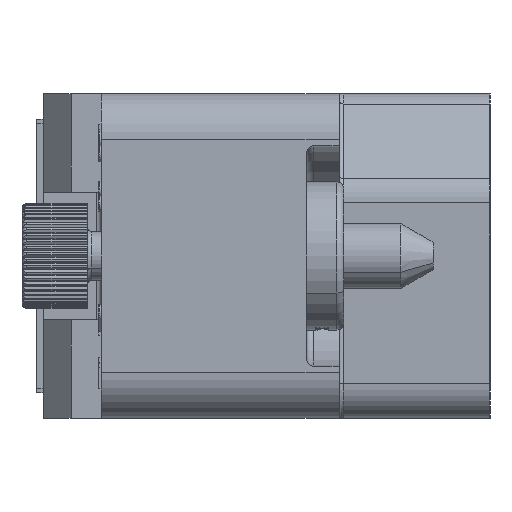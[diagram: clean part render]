
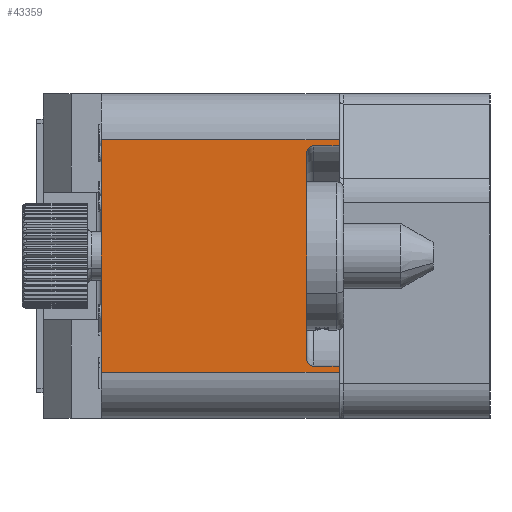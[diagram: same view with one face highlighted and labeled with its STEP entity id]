
A CAD part, left-side view. The second image highlights one B-rep face of the part: STEP entity #43359.
In plain terms, the highlighted planar face has unit normal (-1, 0, 0).
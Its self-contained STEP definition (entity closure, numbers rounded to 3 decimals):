
#4464=DIRECTION('',(0.,0.,-1.));
#4465=VECTOR('',#4464,10.);
#4466=CARTESIAN_POINT('',(-40.,10.25,5.));
#4467=LINE('',#4466,#4465);
#5005=DIRECTION('',(0.,-1.,0.));
#5006=VECTOR('',#5005,10.25);
#5007=CARTESIAN_POINT('',(-40.,10.25,5.));
#5008=LINE('',#5007,#5006);
#5187=DIRECTION('',(0.,1.,0.));
#5188=VECTOR('',#5187,10.25);
#5189=CARTESIAN_POINT('',(-40.,0.,-5.));
#5190=LINE('',#5189,#5188);
#5196=DIRECTION('',(0.,0.,1.));
#5197=VECTOR('',#5196,8.9);
#5198=CARTESIAN_POINT('',(-40.,1.4,-4.45));
#5199=LINE('',#5198,#5197);
#5200=DIRECTION('',(0.,1.,0.));
#5201=VECTOR('',#5200,1.1);
#5202=CARTESIAN_POINT('',(-40.,0.,-4.75));
#5203=LINE('',#5202,#5201);
#5204=DIRECTION('',(0.,0.,-1.));
#5205=VECTOR('',#5204,0.25);
#5206=CARTESIAN_POINT('',(-40.,0.,-4.75));
#5207=LINE('',#5206,#5205);
#5208=DIRECTION('',(0.,0.,-1.));
#5209=VECTOR('',#5208,0.25);
#5210=CARTESIAN_POINT('',(-40.,0.,5.));
#5211=LINE('',#5210,#5209);
#5212=DIRECTION('',(0.,1.,0.));
#5213=VECTOR('',#5212,1.1);
#5214=CARTESIAN_POINT('',(-40.,0.,4.75));
#5215=LINE('',#5214,#5213);
#5239=CARTESIAN_POINT('',(-40.,1.1,-4.45));
#5240=DIRECTION('',(1.,0.,0.));
#5241=DIRECTION('',(0.,0.,-1.));
#5242=AXIS2_PLACEMENT_3D('',#5239,#5240,#5241);
#5263=CARTESIAN_POINT('',(-40.,1.1,4.45));
#5264=DIRECTION('',(1.,0.,0.));
#5265=DIRECTION('',(0.,1.,0.));
#5266=AXIS2_PLACEMENT_3D('',#5263,#5264,#5265);
#31051=CARTESIAN_POINT('',(-40.,0.,5.));
#31052=VERTEX_POINT('',#31051);
#31053=CARTESIAN_POINT('',(-40.,10.25,5.));
#31054=VERTEX_POINT('',#31053);
#31059=CARTESIAN_POINT('',(-40.,10.25,-5.));
#31060=VERTEX_POINT('',#31059);
#31061=CARTESIAN_POINT('',(-40.,0.,-5.));
#31062=VERTEX_POINT('',#31061);
#31071=CARTESIAN_POINT('',(-40.,0.,-4.75));
#31073=VERTEX_POINT('',#31071);
#31077=CARTESIAN_POINT('',(-40.,0.,4.75));
#31078=VERTEX_POINT('',#31077);
#31288=CARTESIAN_POINT('',(-40.,1.4,-4.45));
#31290=VERTEX_POINT('',#31288);
#31292=CARTESIAN_POINT('',(-40.,1.1,-4.75));
#31294=VERTEX_POINT('',#31292);
#31299=CARTESIAN_POINT('',(-40.,1.4,4.45));
#31300=VERTEX_POINT('',#31299);
#31301=CARTESIAN_POINT('',(-40.,1.1,4.75));
#31302=VERTEX_POINT('',#31301);
#43337=CARTESIAN_POINT('',(-40.,0.,7.));
#43338=DIRECTION('',(-1.,0.,0.));
#43339=DIRECTION('',(0.,1.,0.));
#43340=AXIS2_PLACEMENT_3D('',#43337,#43338,#43339);
#43341=PLANE('',#43340);
#43343=ORIENTED_EDGE('',*,*,#43342,.F.);
#43345=ORIENTED_EDGE('',*,*,#43344,.F.);
#43347=ORIENTED_EDGE('',*,*,#43346,.F.);
#43348=ORIENTED_EDGE('',*,*,#43168,.T.);
#43349=ORIENTED_EDGE('',*,*,#43331,.T.);
#43350=ORIENTED_EDGE('',*,*,#42848,.F.);
#43351=ORIENTED_EDGE('',*,*,#43152,.T.);
#43352=ORIENTED_EDGE('',*,*,#43176,.T.);
#43354=ORIENTED_EDGE('',*,*,#43353,.T.);
#43356=ORIENTED_EDGE('',*,*,#43355,.F.);
#43357=EDGE_LOOP('',(#43343,#43345,#43347,#43348,#43349,#43350,#43351,#43352,
#43354,#43356));
#43358=FACE_OUTER_BOUND('',#43357,.F.);
#43359=ADVANCED_FACE('',(#43358),#43341,.T.);
#5243=CIRCLE('',#5242,0.3);
#5267=CIRCLE('',#5266,0.3);
#42848=EDGE_CURVE('',#31054,#31060,#4467,.T.);
#43152=EDGE_CURVE('',#31054,#31052,#5008,.T.);
#43168=EDGE_CURVE('',#31073,#31062,#5207,.T.);
#43176=EDGE_CURVE('',#31052,#31078,#5211,.T.);
#43331=EDGE_CURVE('',#31062,#31060,#5190,.T.);
#43342=EDGE_CURVE('',#31290,#31300,#5199,.T.);
#43344=EDGE_CURVE('',#31294,#31290,#5243,.T.);
#43346=EDGE_CURVE('',#31073,#31294,#5203,.T.);
#43353=EDGE_CURVE('',#31078,#31302,#5215,.T.);
#43355=EDGE_CURVE('',#31300,#31302,#5267,.T.);
